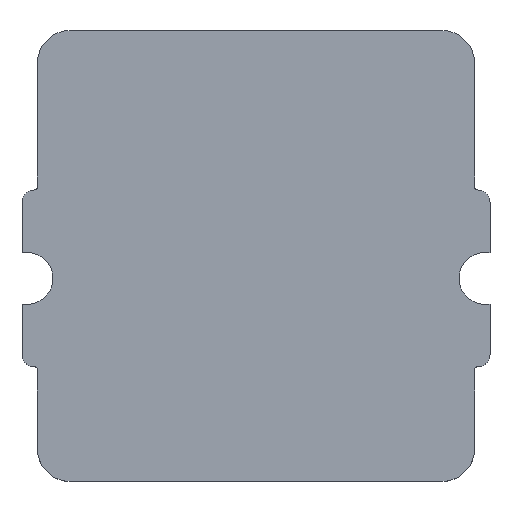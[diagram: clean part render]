
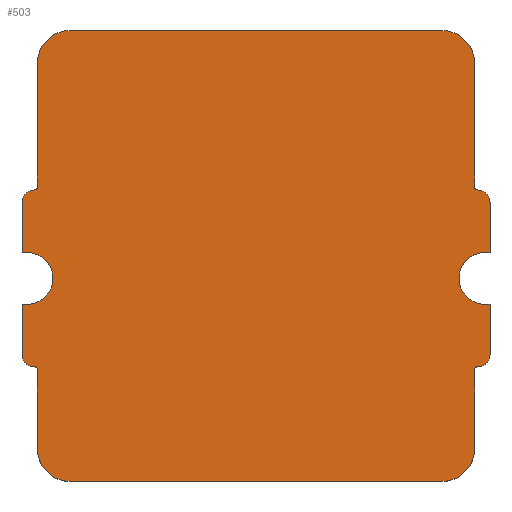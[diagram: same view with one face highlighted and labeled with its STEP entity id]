
A CAD part, top view. The second image highlights one B-rep face of the part: STEP entity #503.
In plain terms, the highlighted planar face has unit normal (0, 0, 1).
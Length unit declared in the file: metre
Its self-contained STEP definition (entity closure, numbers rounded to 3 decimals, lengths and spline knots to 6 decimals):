
#31=PLANE('',#570);
#36=LINE('',#740,#80);
#41=LINE('',#758,#85);
#45=LINE('',#770,#89);
#50=LINE('',#788,#94);
#52=LINE('',#792,#96);
#56=LINE('',#804,#100);
#61=LINE('',#822,#105);
#65=LINE('',#834,#109);
#72=LINE('',#860,#116);
#75=LINE('',#869,#119);
#80=VECTOR('',#585,1.);
#85=VECTOR('',#604,1.);
#89=VECTOR('',#616,1.);
#94=VECTOR('',#635,1.);
#96=VECTOR('',#639,1.);
#100=VECTOR('',#651,1.);
#105=VECTOR('',#670,1.);
#109=VECTOR('',#682,1.);
#116=VECTOR('',#709,1.);
#119=VECTOR('',#720,1.);
#240=ORIENTED_EDGE('',*,*,#330,.T.);
#241=ORIENTED_EDGE('',*,*,#333,.T.);
#242=ORIENTED_EDGE('',*,*,#335,.T.);
#243=ORIENTED_EDGE('',*,*,#322,.F.);
#244=ORIENTED_EDGE('',*,*,#320,.T.);
#245=ORIENTED_EDGE('',*,*,#317,.T.);
#246=ORIENTED_EDGE('',*,*,#313,.F.);
#247=ORIENTED_EDGE('',*,*,#311,.T.);
#248=ORIENTED_EDGE('',*,*,#308,.T.);
#249=ORIENTED_EDGE('',*,*,#304,.F.);
#250=ORIENTED_EDGE('',*,*,#302,.T.);
#251=ORIENTED_EDGE('',*,*,#299,.T.);
#252=ORIENTED_EDGE('',*,*,#296,.T.);
#253=ORIENTED_EDGE('',*,*,#266,.T.);
#254=ORIENTED_EDGE('',*,*,#270,.T.);
#255=ORIENTED_EDGE('',*,*,#272,.F.);
#256=ORIENTED_EDGE('',*,*,#276,.T.);
#257=ORIENTED_EDGE('',*,*,#279,.T.);
#258=ORIENTED_EDGE('',*,*,#282,.F.);
#259=ORIENTED_EDGE('',*,*,#285,.T.);
#260=ORIENTED_EDGE('',*,*,#288,.T.);
#261=ORIENTED_EDGE('',*,*,#290,.F.);
#262=ORIENTED_EDGE('',*,*,#294,.T.);
#263=ORIENTED_EDGE('',*,*,#327,.T.);
#266=EDGE_CURVE('',#339,#338,#385,.F.);
#270=EDGE_CURVE('',#338,#341,#36,.T.);
#272=EDGE_CURVE('',#343,#341,#386,.F.);
#276=EDGE_CURVE('',#343,#345,#389,.F.);
#279=EDGE_CURVE('',#345,#347,#41,.T.);
#282=EDGE_CURVE('',#349,#347,#391,.F.);
#285=EDGE_CURVE('',#349,#351,#45,.T.);
#288=EDGE_CURVE('',#351,#353,#393,.F.);
#290=EDGE_CURVE('',#355,#353,#394,.F.);
#294=EDGE_CURVE('',#355,#357,#50,.T.);
#296=EDGE_CURVE('',#359,#339,#52,.T.);
#299=EDGE_CURVE('',#361,#359,#397,.F.);
#302=EDGE_CURVE('',#363,#361,#56,.T.);
#304=EDGE_CURVE('',#363,#364,#398,.F.);
#308=EDGE_CURVE('',#367,#364,#401,.F.);
#311=EDGE_CURVE('',#369,#367,#61,.T.);
#313=EDGE_CURVE('',#369,#370,#402,.F.);
#317=EDGE_CURVE('',#373,#370,#65,.T.);
#320=EDGE_CURVE('',#375,#373,#405,.F.);
#322=EDGE_CURVE('',#375,#376,#406,.F.);
#327=EDGE_CURVE('',#357,#379,#409,.F.);
#330=EDGE_CURVE('',#379,#381,#72,.T.);
#333=EDGE_CURVE('',#381,#383,#411,.F.);
#335=EDGE_CURVE('',#383,#376,#75,.T.);
#338=VERTEX_POINT('',#731);
#339=VERTEX_POINT('',#733);
#341=VERTEX_POINT('',#739);
#343=VERTEX_POINT('',#744);
#345=VERTEX_POINT('',#751);
#347=VERTEX_POINT('',#757);
#349=VERTEX_POINT('',#763);
#351=VERTEX_POINT('',#769);
#353=VERTEX_POINT('',#775);
#355=VERTEX_POINT('',#780);
#357=VERTEX_POINT('',#787);
#359=VERTEX_POINT('',#793);
#361=VERTEX_POINT('',#799);
#363=VERTEX_POINT('',#805);
#364=VERTEX_POINT('',#809);
#367=VERTEX_POINT('',#817);
#369=VERTEX_POINT('',#823);
#370=VERTEX_POINT('',#827);
#373=VERTEX_POINT('',#835);
#375=VERTEX_POINT('',#841);
#376=VERTEX_POINT('',#845);
#379=VERTEX_POINT('',#853);
#381=VERTEX_POINT('',#859);
#383=VERTEX_POINT('',#865);
#385=CIRCLE('',#519,0.001343);
#386=CIRCLE('',#522,0.000118);
#389=CIRCLE('',#526,0.000518);
#391=CIRCLE('',#530,0.00107);
#393=CIRCLE('',#534,0.000518);
#394=CIRCLE('',#536,0.000118);
#397=CIRCLE('',#542,0.001343);
#398=CIRCLE('',#545,0.000118);
#401=CIRCLE('',#549,0.000518);
#402=CIRCLE('',#552,0.00107);
#405=CIRCLE('',#557,0.000518);
#406=CIRCLE('',#559,0.000118);
#409=CIRCLE('',#563,0.001343);
#411=CIRCLE('',#567,0.001343);
#437=EDGE_LOOP('',(#240,#241,#242,#243,#244,#245,#246,#247,#248,#249,#250,
#251,#252,#253,#254,#255,#256,#257,#258,#259,#260,#261,#262,#263));
#463=FACE_BOUND('',#437,.T.);
#503=ADVANCED_FACE('',(#463),#31,.F.);
#519=AXIS2_PLACEMENT_3D('',#732,#578,#579);
#522=AXIS2_PLACEMENT_3D('',#745,#589,#590);
#526=AXIS2_PLACEMENT_3D('',#752,#598,#599);
#530=AXIS2_PLACEMENT_3D('',#764,#610,#611);
#534=AXIS2_PLACEMENT_3D('',#776,#622,#623);
#536=AXIS2_PLACEMENT_3D('',#781,#627,#628);
#542=AXIS2_PLACEMENT_3D('',#798,#645,#646);
#545=AXIS2_PLACEMENT_3D('',#808,#655,#656);
#549=AXIS2_PLACEMENT_3D('',#816,#664,#665);
#552=AXIS2_PLACEMENT_3D('',#826,#674,#675);
#557=AXIS2_PLACEMENT_3D('',#840,#688,#689);
#559=AXIS2_PLACEMENT_3D('',#844,#693,#694);
#563=AXIS2_PLACEMENT_3D('',#854,#703,#704);
#567=AXIS2_PLACEMENT_3D('',#866,#715,#716);
#570=AXIS2_PLACEMENT_3D('',#871,#723,#724);
#578=DIRECTION('',(0.,0.,-1.));
#579=DIRECTION('',(-1.,0.,0.));
#585=DIRECTION('',(0.,-1.,0.));
#589=DIRECTION('',(0.,0.,-1.));
#590=DIRECTION('',(-1.,0.,0.));
#598=DIRECTION('',(0.,0.,-1.));
#599=DIRECTION('',(-1.,0.,0.));
#604=DIRECTION('',(0.,-1.,0.));
#610=DIRECTION('',(0.,0.,-1.));
#611=DIRECTION('',(-1.,0.,0.));
#616=DIRECTION('',(0.,-1.,0.));
#622=DIRECTION('',(0.,0.,-1.));
#623=DIRECTION('',(-1.,0.,0.));
#627=DIRECTION('',(0.,0.,-1.));
#628=DIRECTION('',(-1.,0.,0.));
#635=DIRECTION('',(0.,-1.,0.));
#639=DIRECTION('',(-1.,0.,0.));
#645=DIRECTION('',(0.,0.,-1.));
#646=DIRECTION('',(-1.,0.,0.));
#651=DIRECTION('',(0.,1.,0.));
#655=DIRECTION('',(0.,0.,-1.));
#656=DIRECTION('',(-1.,0.,0.));
#664=DIRECTION('',(0.,0.,-1.));
#665=DIRECTION('',(-1.,0.,0.));
#670=DIRECTION('',(0.,1.,0.));
#674=DIRECTION('',(0.,0.,-1.));
#675=DIRECTION('',(-1.,0.,0.));
#682=DIRECTION('',(0.,1.,0.));
#688=DIRECTION('',(0.,0.,-1.));
#689=DIRECTION('',(-1.,0.,0.));
#693=DIRECTION('',(0.,0.,-1.));
#694=DIRECTION('',(-1.,0.,0.));
#703=DIRECTION('',(0.,0.,-1.));
#704=DIRECTION('',(-1.,0.,0.));
#709=DIRECTION('',(1.,0.,0.));
#715=DIRECTION('',(0.,0.,-1.));
#716=DIRECTION('',(-1.,0.,0.));
#720=DIRECTION('',(0.,1.,0.));
#723=DIRECTION('',(0.,0.,-1.));
#724=DIRECTION('',(-1.,0.,0.));
#731=CARTESIAN_POINT('',(-0.008963,0.007906,0.0016));
#732=CARTESIAN_POINT('',(-0.00762,0.007906,0.0016));
#733=CARTESIAN_POINT('',(-0.00762,0.009249,0.0016));
#739=CARTESIAN_POINT('',(-0.008963,0.002826,0.0016));
#740=CARTESIAN_POINT('',(-0.008963,0.007906,0.0016));
#744=CARTESIAN_POINT('',(-0.009081,0.002708,0.0016));
#745=CARTESIAN_POINT('',(-0.009081,0.002826,0.0016));
#751=CARTESIAN_POINT('',(-0.009598,0.002191,0.0016));
#752=CARTESIAN_POINT('',(-0.009081,0.002191,0.0016));
#757=CARTESIAN_POINT('',(-0.009598,0.00013,0.0016));
#758=CARTESIAN_POINT('',(-0.009598,0.002191,0.0016));
#763=CARTESIAN_POINT('',(-0.009598,-0.001972,0.0016));
#764=CARTESIAN_POINT('',(-0.009398,-0.000921,0.0016));
#769=CARTESIAN_POINT('',(-0.009598,-0.004032,0.0016));
#770=CARTESIAN_POINT('',(-0.009598,0.002191,0.0016));
#775=CARTESIAN_POINT('',(-0.009081,-0.00455,0.0016));
#776=CARTESIAN_POINT('',(-0.009081,-0.004032,0.0016));
#780=CARTESIAN_POINT('',(-0.008963,-0.004667,0.0016));
#781=CARTESIAN_POINT('',(-0.009081,-0.004667,0.0016));
#787=CARTESIAN_POINT('',(-0.008963,-0.007906,0.0016));
#788=CARTESIAN_POINT('',(-0.008963,0.007906,0.0016));
#792=CARTESIAN_POINT('',(0.00762,0.009249,0.0016));
#793=CARTESIAN_POINT('',(0.00762,0.009249,0.0016));
#798=CARTESIAN_POINT('',(0.00762,0.007906,0.0016));
#799=CARTESIAN_POINT('',(0.008963,0.007906,0.0016));
#804=CARTESIAN_POINT('',(0.008963,0.002826,0.0016));
#805=CARTESIAN_POINT('',(0.008963,0.002826,0.0016));
#808=CARTESIAN_POINT('',(0.009081,0.002826,0.0016));
#809=CARTESIAN_POINT('',(0.009081,0.002708,0.0016));
#816=CARTESIAN_POINT('',(0.009081,0.002191,0.0016));
#817=CARTESIAN_POINT('',(0.009598,0.002191,0.0016));
#822=CARTESIAN_POINT('',(0.009598,0.000349,0.0016));
#823=CARTESIAN_POINT('',(0.009598,0.00013,0.0016));
#826=CARTESIAN_POINT('',(0.009398,-0.000921,0.0016));
#827=CARTESIAN_POINT('',(0.009598,-0.001972,0.0016));
#834=CARTESIAN_POINT('',(0.009598,0.000349,0.0016));
#835=CARTESIAN_POINT('',(0.009598,-0.004032,0.0016));
#840=CARTESIAN_POINT('',(0.009081,-0.004032,0.0016));
#841=CARTESIAN_POINT('',(0.009081,-0.00455,0.0016));
#844=CARTESIAN_POINT('',(0.009081,-0.004667,0.0016));
#845=CARTESIAN_POINT('',(0.008963,-0.004667,0.0016));
#853=CARTESIAN_POINT('',(-0.00762,-0.009249,0.0016));
#854=CARTESIAN_POINT('',(-0.00762,-0.007906,0.0016));
#859=CARTESIAN_POINT('',(0.00762,-0.009249,0.0016));
#860=CARTESIAN_POINT('',(-0.00762,-0.009249,0.0016));
#865=CARTESIAN_POINT('',(0.008963,-0.007906,0.0016));
#866=CARTESIAN_POINT('',(0.00762,-0.007906,0.0016));
#869=CARTESIAN_POINT('',(0.008963,0.002826,0.0016));
#871=CARTESIAN_POINT('',(-0.00762,-0.007906,0.0016));
